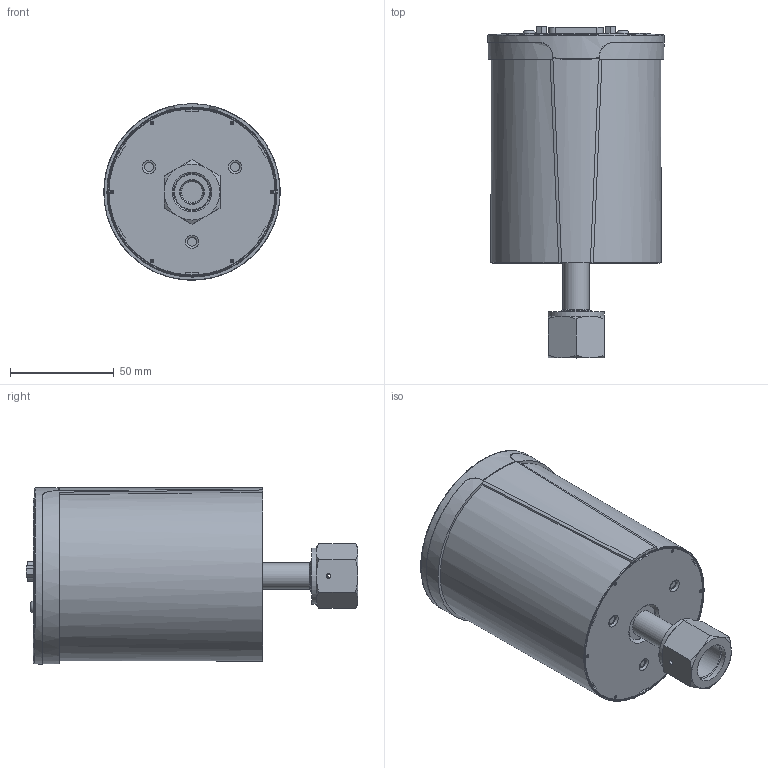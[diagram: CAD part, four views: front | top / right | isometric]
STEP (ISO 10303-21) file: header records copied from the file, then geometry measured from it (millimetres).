
FILE_DESCRIPTION(/* description */ (''),/* implementation_level */ '2;1');
FILE_NAME(/* name */ 'CDG045DHS 0.1 TORR; 8-VCR; ETHERCAT.stp',/* time_stamp */ '2017-09-22T07:52:26+02:00',/* author */ ('STUJ'),/* organization */ (''),/* preprocessor_version */ 'ST-DEVELOPER v16.1',/* originating_system */ 'Autodesk Inventor 2016',/* authorisation */ '');
FILE_SCHEMA (('AUTOMOTIVE_DESIGN { 1 0 10303 214 3 1 1 }'));
Length unit declared in the file: millimetre
Products named in the file (1): Bauteil1
Bounding box: 84.98 x 159.97 x 84.98 mm (x, y, z)
Volume: 599481.1 mm3; surface area: 53161.5 mm2
Topology: 1 solids, 32 shells, 1193 faces, 3188 edges, 2037 vertices
Faces by surface type: plane 672, cylinder 406, bspline 33, sphere 32, torus 29, cone 21
Full cylindrical faces by diameter (mm): 1 x20, 1.5 x2, 2 x24, 2.156 x2, 2.286 x2, 2.8 x2, 2.845 x2, 2.9 x2, 3 x5, 3.2 x4, 3.4 x2, 3.5 x2, 4.3 x3, 5.7 x2, 10.16 x1, 12.7 x1, 14.46 x1, 15.494 x1, 17.78 x1, 18 x1, 19.05 x1, 26.988 x1, 75 x1, 84.938 x1, 85 x1
Entity records: 38625 total; most frequent: CARTESIAN_POINT 7918, DIRECTION 6064, ORIENTED_EDGE 6022, EDGE_CURVE 3011, AXIS2_PLACEMENT_3D 2037, LINE 1990, VECTOR 1990, VERTEX_POINT 1987
